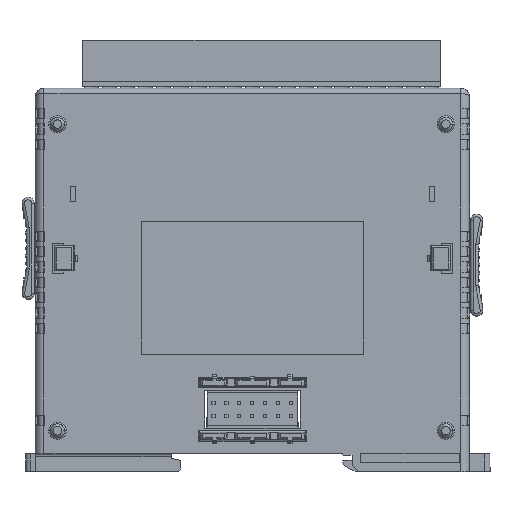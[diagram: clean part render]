
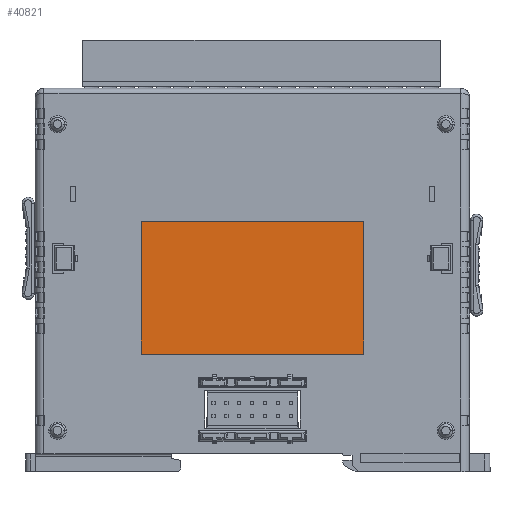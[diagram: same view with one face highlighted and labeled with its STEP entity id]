
A CAD part, left-side view. The second image highlights one B-rep face of the part: STEP entity #40821.
In plain terms, the highlighted planar face has unit normal (-1, 0, 0).
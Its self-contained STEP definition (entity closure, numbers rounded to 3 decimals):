
#40821 = ADVANCED_FACE ( 'NONE', ( #140638 ), #140604, .F. ) ;
#40826 = EDGE_LOOP ( 'NONE', ( #40830, #40927, #40943, #40954, #40962, #40974, #41056, #41064 ) ) ;
#40830 = ORIENTED_EDGE ( 'NONE', *, *, #40835, .T. ) ;
#40835 = EDGE_CURVE ( 'NONE', #40840, #40923, #84939, .T. ) ;
#40840 = VERTEX_POINT ( 'NONE', #84920 ) ;
#40923 = VERTEX_POINT ( 'NONE', #85093 ) ;
#40927 = ORIENTED_EDGE ( 'NONE', *, *, #40933, .T. ) ;
#40933 = EDGE_CURVE ( 'NONE', #40923, #40936, #85073, .T. ) ;
#40936 = VERTEX_POINT ( 'NONE', #85146 ) ;
#40943 = ORIENTED_EDGE ( 'NONE', *, *, #40946, .T. ) ;
#40946 = EDGE_CURVE ( 'NONE', #40936, #40949, #85137, .T. ) ;
#40949 = VERTEX_POINT ( 'NONE', #85131 ) ;
#40954 = ORIENTED_EDGE ( 'NONE', *, *, #40957, .T. ) ;
#40957 = EDGE_CURVE ( 'NONE', #40949, #40959, #85122, .T. ) ;
#40959 = VERTEX_POINT ( 'NONE', #85118 ) ;
#40962 = ORIENTED_EDGE ( 'NONE', *, *, #40966, .T. ) ;
#40966 = EDGE_CURVE ( 'NONE', #40959, #40972, #85113, .T. ) ;
#40972 = VERTEX_POINT ( 'NONE', #85201 ) ;
#40974 = ORIENTED_EDGE ( 'NONE', *, *, #40978, .T. ) ;
#40978 = EDGE_CURVE ( 'NONE', #40972, #40980, #85266, .T. ) ;
#40980 = VERTEX_POINT ( 'NONE', #85259 ) ;
#41056 = ORIENTED_EDGE ( 'NONE', *, *, #41060, .T. ) ;
#41060 = EDGE_CURVE ( 'NONE', #40980, #41062, #101393, .T. ) ;
#41062 = VERTEX_POINT ( 'NONE', #101388 ) ;
#41064 = ORIENTED_EDGE ( 'NONE', *, *, #41070, .T. ) ;
#41070 = EDGE_CURVE ( 'NONE', #41062, #40840, #101381, .T. ) ;
#84920 = CARTESIAN_POINT ( 'NONE',  ( 83., -9.714, -62.186 ) ) ;
#84933 = DIRECTION ( 'NONE',  ( 0., -1., 0. ) ) ;
#84934 = DIRECTION ( 'NONE',  ( -1., 0., 0. ) ) ;
#84935 = CARTESIAN_POINT ( 'NONE',  ( 83., -9.914, -62.186 ) ) ;
#84936 = AXIS2_PLACEMENT_3D ( 'NONE', #84935, #84934, #84933 ) ;
#84939 = CIRCLE ( 'NONE', #84936, 0.2 ) ;
#85068 = DIRECTION ( 'NONE',  ( 0., -1., 0. ) ) ;
#85070 = VECTOR ( 'NONE', #85068, 1000. ) ;
#85072 = CARTESIAN_POINT ( 'NONE',  ( 83., 10.986, -62.386 ) ) ;
#85073 = LINE ( 'NONE', #85072, #85070 ) ;
#85093 = CARTESIAN_POINT ( 'NONE',  ( 83., -9.914, -62.386 ) ) ;
#85113 = CIRCLE ( 'NONE', #85218, 0.2 ) ;
#85118 = CARTESIAN_POINT ( 'NONE',  ( 83., -53.314, -36.586 ) ) ;
#85119 = DIRECTION ( 'NONE',  ( 0., 0., 1. ) ) ;
#85120 = VECTOR ( 'NONE', #85119, 1000. ) ;
#85121 = CARTESIAN_POINT ( 'NONE',  ( 83., -53.314, -75.386 ) ) ;
#85122 = LINE ( 'NONE', #85121, #85120 ) ;
#85131 = CARTESIAN_POINT ( 'NONE',  ( 83., -53.314, -62.186 ) ) ;
#85133 = DIRECTION ( 'NONE',  ( 0., -1., 0. ) ) ;
#85134 = DIRECTION ( 'NONE',  ( -1., 0., 0. ) ) ;
#85135 = CARTESIAN_POINT ( 'NONE',  ( 83., -53.114, -62.186 ) ) ;
#85136 = AXIS2_PLACEMENT_3D ( 'NONE', #85135, #85134, #85133 ) ;
#85137 = CIRCLE ( 'NONE', #85136, 0.2 ) ;
#85146 = CARTESIAN_POINT ( 'NONE',  ( 83., -53.114, -62.386 ) ) ;
#85201 = CARTESIAN_POINT ( 'NONE',  ( 83., -53.114, -36.386 ) ) ;
#85212 = DIRECTION ( 'NONE',  ( 0., -1., 0. ) ) ;
#85215 = DIRECTION ( 'NONE',  ( -1., 0., 0. ) ) ;
#85216 = CARTESIAN_POINT ( 'NONE',  ( 83., -53.114, -36.586 ) ) ;
#85218 = AXIS2_PLACEMENT_3D ( 'NONE', #85216, #85215, #85212 ) ;
#85259 = CARTESIAN_POINT ( 'NONE',  ( 83., -9.914, -36.386 ) ) ;
#85261 = DIRECTION ( 'NONE',  ( 0., 1., 0. ) ) ;
#85262 = VECTOR ( 'NONE', #85261, 1000. ) ;
#85264 = CARTESIAN_POINT ( 'NONE',  ( 83., 10.986, -36.386 ) ) ;
#85266 = LINE ( 'NONE', #85264, #85262 ) ;
#101378 = DIRECTION ( 'NONE',  ( 0., 0., -1. ) ) ;
#101379 = VECTOR ( 'NONE', #101378, 1000. ) ;
#101380 = CARTESIAN_POINT ( 'NONE',  ( 83., -9.714, -75.386 ) ) ;
#101381 = LINE ( 'NONE', #101380, #101379 ) ;
#101388 = CARTESIAN_POINT ( 'NONE',  ( 83., -9.714, -36.586 ) ) ;
#101389 = DIRECTION ( 'NONE',  ( 0., -1., 0. ) ) ;
#101390 = DIRECTION ( 'NONE',  ( -1., 0., 0. ) ) ;
#101391 = CARTESIAN_POINT ( 'NONE',  ( 83., -9.914, -36.586 ) ) ;
#101392 = AXIS2_PLACEMENT_3D ( 'NONE', #101391, #101390, #101389 ) ;
#101393 = CIRCLE ( 'NONE', #101392, 0.2 ) ;
#140596 = DIRECTION ( 'NONE',  ( 0., 0., 1. ) ) ;
#140597 = DIRECTION ( 'NONE',  ( 1., 0., 0. ) ) ;
#140598 = CARTESIAN_POINT ( 'NONE',  ( 83., 10.986, -75.386 ) ) ;
#140599 = AXIS2_PLACEMENT_3D ( 'NONE', #140598, #140597, #140596 ) ;
#140604 = PLANE ( 'NONE',  #140599 ) ;
#140638 = FACE_OUTER_BOUND ( 'NONE', #40826, .T. ) ;
